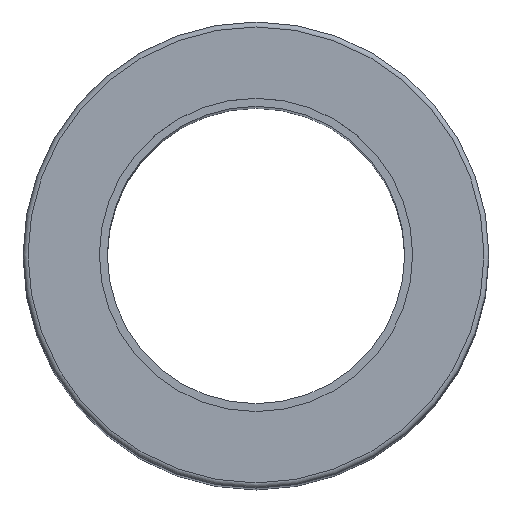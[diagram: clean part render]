
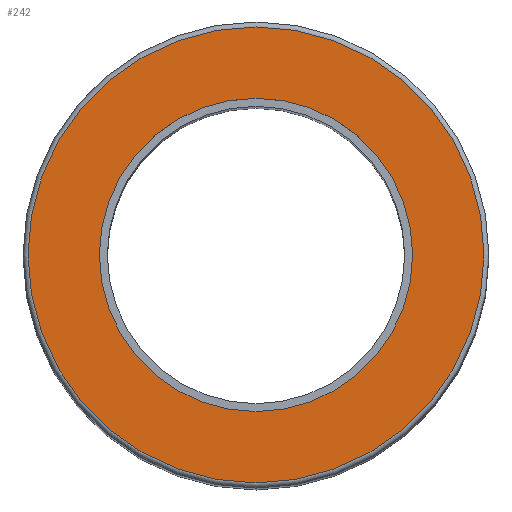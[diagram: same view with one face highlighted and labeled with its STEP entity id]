
A CAD part, top view. The second image highlights one B-rep face of the part: STEP entity #242.
In plain terms, the highlighted planar face has unit normal (0, 0, 1).
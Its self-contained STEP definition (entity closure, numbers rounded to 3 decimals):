
#20=PLANE('',#280);
#36=ORIENTED_EDGE('',*,*,#79,.T.);
#37=ORIENTED_EDGE('',*,*,#78,.F.);
#78=EDGE_CURVE('',#100,#100,#122,.T.);
#79=EDGE_CURVE('',#101,#101,#123,.T.);
#100=VERTEX_POINT('',#417);
#101=VERTEX_POINT('',#420);
#122=CIRCLE('',#279,23.);
#123=CIRCLE('',#281,15.8);
#146=EDGE_LOOP('',(#36));
#147=EDGE_LOOP('',(#37));
#190=FACE_BOUND('',#146,.T.);
#191=FACE_BOUND('',#147,.T.);
#242=ADVANCED_FACE('',(#190,#191),#20,.T.);
#279=AXIS2_PLACEMENT_3D('',#416,#329,#330);
#280=AXIS2_PLACEMENT_3D('',#418,#331,#332);
#281=AXIS2_PLACEMENT_3D('',#419,#333,#334);
#329=DIRECTION('',(0.,0.,-1.));
#330=DIRECTION('',(-1.,0.,0.));
#331=DIRECTION('',(0.,0.,1.));
#332=DIRECTION('',(1.,0.,0.));
#333=DIRECTION('',(0.,0.,-1.));
#334=DIRECTION('',(-1.,0.,0.));
#416=CARTESIAN_POINT('',(0.,0.,61.5));
#417=CARTESIAN_POINT('',(-23.,0.,61.5));
#418=CARTESIAN_POINT('',(0.,23.,61.5));
#419=CARTESIAN_POINT('',(0.,0.,61.5));
#420=CARTESIAN_POINT('',(-15.8,0.,61.5));
